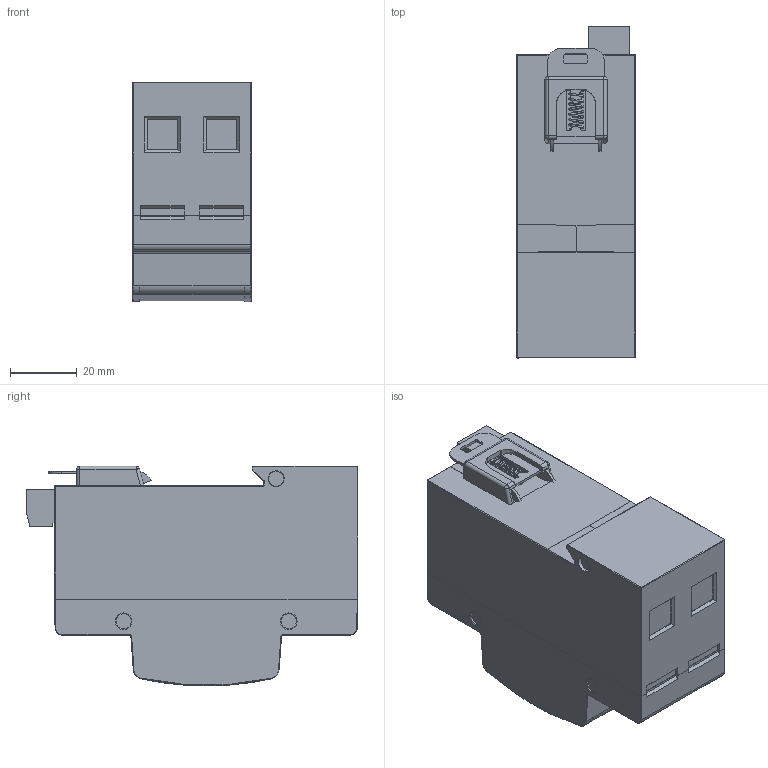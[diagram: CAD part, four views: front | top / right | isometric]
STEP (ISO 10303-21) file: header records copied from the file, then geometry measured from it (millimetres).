
FILE_DESCRIPTION (( 'STEP AP214' ), '1' );
FILE_NAME ('ﾊ2ﾐ ﾑﾂ C.STEP', '2023-12-14T16:02:17', ( '' ), ( '' ), 'SwSTEP 2.0', 'SolidWorks 2018', '' );
FILE_SCHEMA (( 'AUTOMOTIVE_DESIGN' ));
Length unit declared in the file: millimetre
Products named in the file (10): _X2_0160_X0_ROUB M1.6x2.5 5.08, 3.81; ﾇ瑟鶴 7822 ﾐﾓﾑ; 抔樦擨鴀 15EDGK-3.81-03P-14; 庍1_鍧霟膰 瀔鍡譇籦鍷_def; ﾊ2ﾐ ﾑﾂ C; 15EDGK - 3.81 3P; 砎鵵鴈趌00; 庍1_摳諘_def; 鎔艜 6x16 DIN965 Zn; 恃1_牮赅_def
Assembly tree (13 placements, depth 3):
  ﾊ2ﾐ ﾑﾂ C
    庍1_摳諘_def
    恃1_牮赅_def
    抔樦擨鴀 15EDGK-3.81-03P-14
      15EDGK - 3.81 3P
      _X2_0160_X0_ROUB M1.6x2.5 5.08, 3.81  x3
    ﾇ瑟鶴 7822 ﾐﾓﾑ
    砎鵵鴈趌00
    鎔艜 6x16 DIN965 Zn  x3
    庍1_鍧霟膰 瀔鍡譇籦鍷_def
Bounding box: 35.43 x 99.09 x 65.65 mm (x, y, z)
Volume: 173884.2 mm3; surface area: 33124.4 mm2
Topology: 12 solids, 12 shells, 706 faces, 1760 edges, 1105 vertices
Faces by surface type: plane 375, cylinder 155, cone 106, bspline 48, torus 16, sphere 6
Entity records: 24054 total; most frequent: CARTESIAN_POINT 7180, ORIENTED_EDGE 2832, DIRECTION 2746, EDGE_CURVE 1416, VECTOR 928, LINE 928, AXIS2_PLACEMENT_3D 909, VERTEX_POINT 893
